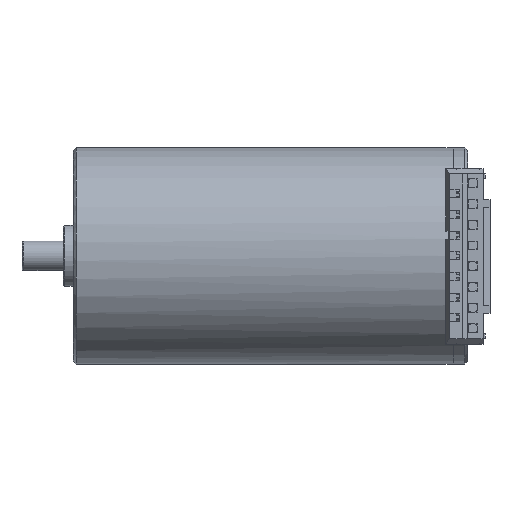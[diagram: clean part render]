
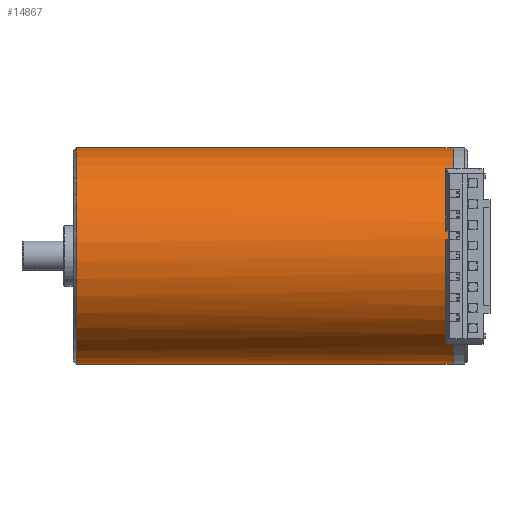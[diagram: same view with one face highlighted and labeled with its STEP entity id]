
A CAD part, front view. The second image highlights one B-rep face of the part: STEP entity #14867.
In plain terms, the highlighted cylindrical face has radius 11 mm (diameter 22 mm), a full revolution.
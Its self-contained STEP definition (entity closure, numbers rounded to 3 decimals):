
#98 = CIRCLE ( 'NONE', #17692, 11. ) ;
#153 = EDGE_CURVE ( 'NONE', #21352, #22056, #5680, .T. ) ;
#271 = CARTESIAN_POINT ( 'NONE',  ( 39., -8.874, -6.5 ) ) ;
#501 = CARTESIAN_POINT ( 'NONE',  ( 0., -8.874, 6.5 ) ) ;
#630 = LINE ( 'NONE', #6399, #12225 ) ;
#872 = ORIENTED_EDGE ( 'NONE', *, *, #20923, .T. ) ;
#1032 = DIRECTION ( 'NONE',  ( -1., 0., 0. ) ) ;
#1731 = AXIS2_PLACEMENT_3D ( 'NONE', #4804, #1032, #21159 ) ;
#2274 = DIRECTION ( 'NONE',  ( -1., 0., 0. ) ) ;
#2523 = CYLINDRICAL_SURFACE ( 'NONE', #18601, 11. ) ;
#2985 = ORIENTED_EDGE ( 'NONE', *, *, #5590, .F. ) ;
#3178 = VECTOR ( 'NONE', #18551, 1000. ) ;
#4047 = CARTESIAN_POINT ( 'NONE',  ( 0., 0., 0. ) ) ;
#4327 = DIRECTION ( 'NONE',  ( 0., 0., -1. ) ) ;
#4774 = VERTEX_POINT ( 'NONE', #22758 ) ;
#4804 = CARTESIAN_POINT ( 'NONE',  ( 39.5, 0., 0. ) ) ;
#5329 = CARTESIAN_POINT ( 'NONE',  ( 39.5, -8.874, -6.5 ) ) ;
#5513 = VERTEX_POINT ( 'NONE', #5329 ) ;
#5547 = VERTEX_POINT ( 'NONE', #271 ) ;
#5590 = EDGE_CURVE ( 'NONE', #21352, #5547, #23057, .T. ) ;
#5680 = LINE ( 'NONE', #501, #3178 ) ;
#6399 = CARTESIAN_POINT ( 'NONE',  ( 0., -8.874, -6.5 ) ) ;
#6796 = CARTESIAN_POINT ( 'NONE',  ( 39., -8.874, 6.5 ) ) ;
#7352 = CIRCLE ( 'NONE', #1731, 11. ) ;
#7910 = DIRECTION ( 'NONE',  ( 0., 0., 1. ) ) ;
#8227 = EDGE_LOOP ( 'NONE', ( #15428, #872, #2985, #14841 ) ) ;
#8256 = DIRECTION ( 'NONE',  ( -1., 0., 0. ) ) ;
#8297 = CARTESIAN_POINT ( 'NONE',  ( 1.3, 0., 0. ) ) ;
#9059 = CARTESIAN_POINT ( 'NONE',  ( 39., 0., 0. ) ) ;
#10020 = AXIS2_PLACEMENT_3D ( 'NONE', #9059, #19473, #21225 ) ;
#12225 = VECTOR ( 'NONE', #8256, 1000. ) ;
#12613 = EDGE_CURVE ( 'NONE', #4774, #4774, #98, .T. ) ;
#12795 = EDGE_LOOP ( 'NONE', ( #17145 ) ) ;
#14841 = ORIENTED_EDGE ( 'NONE', *, *, #153, .T. ) ;
#14867 = ADVANCED_FACE ( 'NONE', ( #18442, #22045 ), #2523, .T. ) ;
#15234 = DIRECTION ( 'NONE',  ( 1., 0., 0. ) ) ;
#15428 = ORIENTED_EDGE ( 'NONE', *, *, #21332, .T. ) ;
#17145 = ORIENTED_EDGE ( 'NONE', *, *, #12613, .T. ) ;
#17692 = AXIS2_PLACEMENT_3D ( 'NONE', #8297, #15234, #4327 ) ;
#18442 = FACE_OUTER_BOUND ( 'NONE', #8227, .T. ) ;
#18551 = DIRECTION ( 'NONE',  ( 1., 0., 0. ) ) ;
#18601 = AXIS2_PLACEMENT_3D ( 'NONE', #4047, #2274, #7910 ) ;
#18998 = CARTESIAN_POINT ( 'NONE',  ( 39.5, -8.874, 6.5 ) ) ;
#19473 = DIRECTION ( 'NONE',  ( 1., 0., 0. ) ) ;
#20923 = EDGE_CURVE ( 'NONE', #5513, #5547, #630, .T. ) ;
#21159 = DIRECTION ( 'NONE',  ( 0., 0., 1. ) ) ;
#21225 = DIRECTION ( 'NONE',  ( 0., 0., -1. ) ) ;
#21332 = EDGE_CURVE ( 'NONE', #22056, #5513, #7352, .T. ) ;
#21352 = VERTEX_POINT ( 'NONE', #6796 ) ;
#22045 = FACE_OUTER_BOUND ( 'NONE', #12795, .T. ) ;
#22056 = VERTEX_POINT ( 'NONE', #18998 ) ;
#22758 = CARTESIAN_POINT ( 'NONE',  ( 1.3, 0., -11. ) ) ;
#23057 = CIRCLE ( 'NONE', #10020, 11. ) ;
